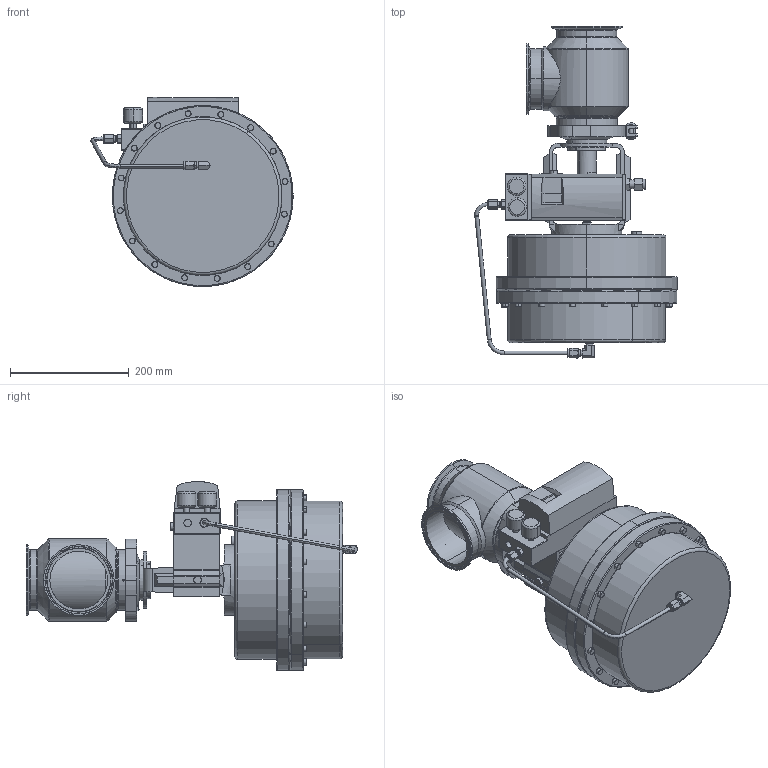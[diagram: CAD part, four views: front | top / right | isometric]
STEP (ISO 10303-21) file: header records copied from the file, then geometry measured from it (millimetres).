
FILE_DESCRIPTION (( 'STEP AP203' ), '1' );
FILE_NAME ('FBCVSP-400-OR.STEP', '2022-01-19T17:22:34', ( '' ), ( '' ), 'SwSTEP 2.0', 'SolidWorks 2018', '' );
FILE_SCHEMA (( 'CONFIG_CONTROL_DESIGN' ));
Length unit declared in the file: inch
Products named in the file (2): FBCVSP-400-OR
Bounding box: 340.89 x 559.05 x 318.49 mm (x, y, z)
Volume: 15021120.1 mm3; surface area: 723733 mm2
Topology: 1 solids, 1 shells, 935 faces, 2316 edges, 1454 vertices
Faces by surface type: plane 383, cylinder 261, cone 140, bspline 80, torus 69, sphere 2
Entity records: 34043 total; most frequent: CARTESIAN_POINT 12209, ORIENTED_EDGE 4612, DIRECTION 4430, EDGE_CURVE 2306, AXIS2_PLACEMENT_3D 1661, VERTEX_POINT 1454, VECTOR 1108, LINE 1108
